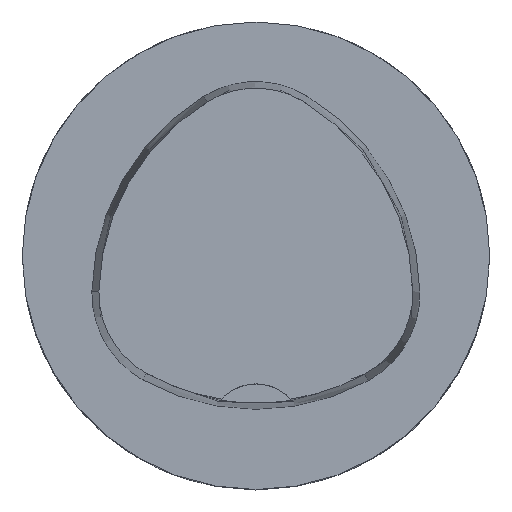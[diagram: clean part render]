
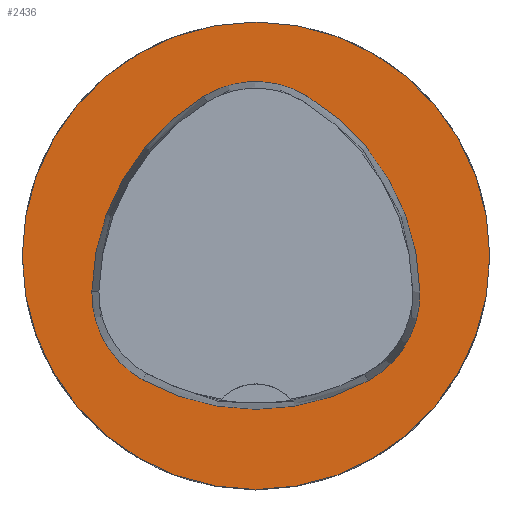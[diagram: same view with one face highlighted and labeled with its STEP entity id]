
A CAD part, top view. The second image highlights one B-rep face of the part: STEP entity #2436.
In plain terms, the highlighted planar face has unit normal (0, 0, 1).
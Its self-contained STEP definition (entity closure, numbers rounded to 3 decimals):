
#2011=FACE_BOUND('',#3638,.T.);
#2012=FACE_BOUND('',#3639,.T.);
#2436=ADVANCED_FACE('',(#2011,#2012),#2759,.T.);
#2759=PLANE('',#9294);
#3638=EDGE_LOOP('',(#5908,#5909,#5910,#5911,#5912,#5913));
#3639=EDGE_LOOP('',(#5914));
#5908=ORIENTED_EDGE('',*,*,#8140,.T.);
#5909=ORIENTED_EDGE('',*,*,#8120,.T.);
#5910=ORIENTED_EDGE('',*,*,#8124,.T.);
#5911=ORIENTED_EDGE('',*,*,#8127,.T.);
#5912=ORIENTED_EDGE('',*,*,#8130,.T.);
#5913=ORIENTED_EDGE('',*,*,#8138,.T.);
#5914=ORIENTED_EDGE('',*,*,#8143,.F.);
#6933=VERTEX_POINT('',#14914);
#6934=VERTEX_POINT('',#14915);
#6937=VERTEX_POINT('',#14923);
#6939=VERTEX_POINT('',#14929);
#6941=VERTEX_POINT('',#14935);
#6948=VERTEX_POINT('',#14956);
#6949=VERTEX_POINT('',#14966);
#8120=EDGE_CURVE('',#6933,#6934,#8486,.T.);
#8124=EDGE_CURVE('',#6934,#6937,#8488,.T.);
#8127=EDGE_CURVE('',#6937,#6939,#8490,.T.);
#8130=EDGE_CURVE('',#6939,#6941,#8492,.T.);
#8138=EDGE_CURVE('',#6941,#6948,#8496,.T.);
#8140=EDGE_CURVE('',#6948,#6933,#8498,.T.);
#8143=EDGE_CURVE('',#6949,#6949,#8501,.T.);
#8486=CIRCLE('',#9271,20.);
#8488=CIRCLE('',#9274,8.5);
#8490=CIRCLE('',#9277,20.);
#8492=CIRCLE('',#9280,8.5);
#8496=CIRCLE('',#9285,20.);
#8498=CIRCLE('',#9288,8.5);
#8501=CIRCLE('',#9293,20.);
#9271=AXIS2_PLACEMENT_3D('',#14913,#11243,#11244);
#9274=AXIS2_PLACEMENT_3D('',#14922,#11251,#11252);
#9277=AXIS2_PLACEMENT_3D('',#14928,#11258,#11259);
#9280=AXIS2_PLACEMENT_3D('',#14934,#11265,#11266);
#9285=AXIS2_PLACEMENT_3D('',#14957,#11277,#11278);
#9288=AXIS2_PLACEMENT_3D('',#14960,#11283,#11284);
#9293=AXIS2_PLACEMENT_3D('',#14965,#11293,#11294);
#9294=AXIS2_PLACEMENT_3D('',#14967,#11295,#11296);
#11243=DIRECTION('',(0.,0.,-1.));
#11244=DIRECTION('',(-1.,0.,0.));
#11251=DIRECTION('',(0.,0.,-1.));
#11252=DIRECTION('',(-1.,0.,0.));
#11258=DIRECTION('',(0.,0.,-1.));
#11259=DIRECTION('',(-1.,0.,0.));
#11265=DIRECTION('',(0.,0.,-1.));
#11266=DIRECTION('',(-1.,0.,0.));
#11277=DIRECTION('',(0.,0.,-1.));
#11278=DIRECTION('',(-1.,0.,0.));
#11283=DIRECTION('',(0.,0.,-1.));
#11284=DIRECTION('',(-1.,0.,0.));
#11293=DIRECTION('',(0.,0.,-1.));
#11294=DIRECTION('',(-1.,0.,0.));
#11295=DIRECTION('',(0.,0.,1.));
#11296=DIRECTION('',(1.,0.,0.));
#14913=CARTESIAN_POINT('',(5.955,-3.414,0.));
#14914=CARTESIAN_POINT('',(-14.041,-3.042,0.));
#14915=CARTESIAN_POINT('',(-4.472,13.653,0.));
#14922=CARTESIAN_POINT('',(-0.04,6.4,0.));
#14923=CARTESIAN_POINT('',(4.347,13.68,0.));
#14928=CARTESIAN_POINT('',(-5.976,-3.45,0.));
#14929=CARTESIAN_POINT('',(14.021,-3.075,0.));
#14934=CARTESIAN_POINT('',(5.522,-3.235,0.));
#14935=CARTESIAN_POINT('',(9.588,-10.699,0.));
#14956=CARTESIAN_POINT('',(-9.655,-10.639,0.));
#14957=CARTESIAN_POINT('',(0.022,6.864,0.));
#14960=CARTESIAN_POINT('',(-5.543,-3.2,0.));
#14965=CARTESIAN_POINT('',(0.,0.,0.));
#14966=CARTESIAN_POINT('',(-20.,0.,0.));
#14967=CARTESIAN_POINT('',(0.,0.,0.));
